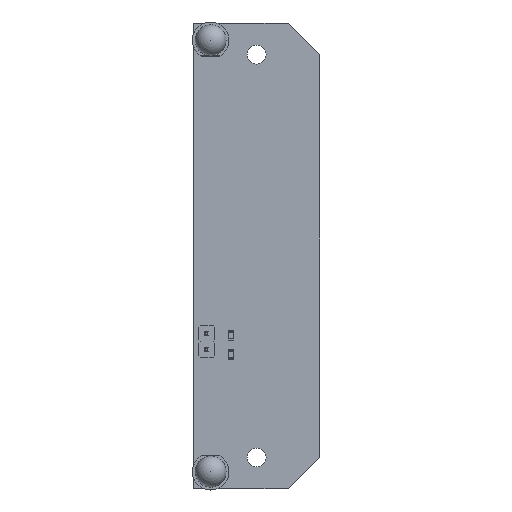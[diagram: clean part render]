
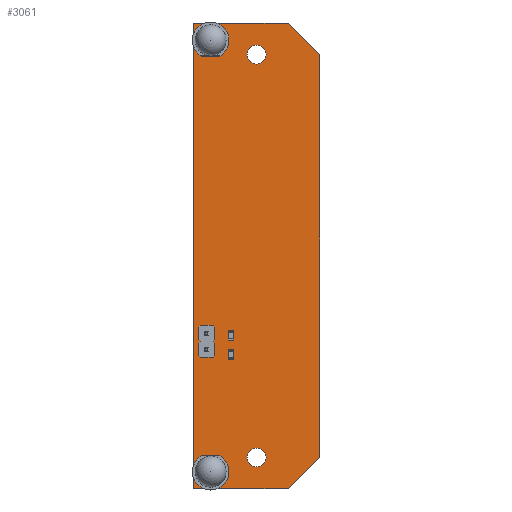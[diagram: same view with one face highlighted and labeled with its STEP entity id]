
A CAD part, top view. The second image highlights one B-rep face of the part: STEP entity #3061.
In plain terms, the highlighted planar face has unit normal (0, 0, 1).
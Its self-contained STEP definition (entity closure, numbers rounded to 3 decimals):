
#2845 = VERTEX_POINT('',#2846);
#2846 = CARTESIAN_POINT('',(47.5,69.,1.6));
#2852 = EDGE_CURVE('',#2845,#2853,#2855,.T.);
#2853 = VERTEX_POINT('',#2854);
#2854 = CARTESIAN_POINT('',(47.5,5.,1.6));
#2855 = LINE('',#2856,#2857);
#2856 = CARTESIAN_POINT('',(47.5,69.,1.6));
#2857 = VECTOR('',#2858,1.);
#2858 = DIRECTION('',(0.,-1.,0.));
#2885 = VERTEX_POINT('',#2886);
#2886 = CARTESIAN_POINT('',(42.5,74.,1.6));
#2892 = EDGE_CURVE('',#2885,#2845,#2893,.T.);
#2893 = LINE('',#2894,#2895);
#2894 = CARTESIAN_POINT('',(42.5,74.,1.6));
#2895 = VECTOR('',#2896,1.);
#2896 = DIRECTION('',(0.707,-0.707,0.));
#2914 = EDGE_CURVE('',#2853,#2915,#2917,.T.);
#2915 = VERTEX_POINT('',#2916);
#2916 = CARTESIAN_POINT('',(42.5,0.,1.6));
#2917 = LINE('',#2918,#2919);
#2918 = CARTESIAN_POINT('',(47.5,5.,1.6));
#2919 = VECTOR('',#2920,1.);
#2920 = DIRECTION('',(-0.707,-0.707,0.));
#3061 = ADVANCED_FACE('',(#3062,#3089,#3100,#3111,#3122,#3133,#3144,
    #3155,#3166),#3177,.T.);
#3062 = FACE_BOUND('',#3063,.T.);
#3063 = EDGE_LOOP('',(#3064,#3065,#3066,#3074,#3082,#3088));
#3064 = ORIENTED_EDGE('',*,*,#2852,.F.);
#3065 = ORIENTED_EDGE('',*,*,#2892,.F.);
#3066 = ORIENTED_EDGE('',*,*,#3067,.F.);
#3067 = EDGE_CURVE('',#3068,#2885,#3070,.T.);
#3068 = VERTEX_POINT('',#3069);
#3069 = CARTESIAN_POINT('',(27.5,74.,1.6));
#3070 = LINE('',#3071,#3072);
#3071 = CARTESIAN_POINT('',(27.5,74.,1.6));
#3072 = VECTOR('',#3073,1.);
#3073 = DIRECTION('',(1.,0.,0.));
#3074 = ORIENTED_EDGE('',*,*,#3075,.F.);
#3075 = EDGE_CURVE('',#3076,#3068,#3078,.T.);
#3076 = VERTEX_POINT('',#3077);
#3077 = CARTESIAN_POINT('',(27.5,0.,1.6));
#3078 = LINE('',#3079,#3080);
#3079 = CARTESIAN_POINT('',(27.5,0.,1.6));
#3080 = VECTOR('',#3081,1.);
#3081 = DIRECTION('',(0.,1.,0.));
#3082 = ORIENTED_EDGE('',*,*,#3083,.F.);
#3083 = EDGE_CURVE('',#2915,#3076,#3084,.T.);
#3084 = LINE('',#3085,#3086);
#3085 = CARTESIAN_POINT('',(42.5,0.,1.6));
#3086 = VECTOR('',#3087,1.);
#3087 = DIRECTION('',(-1.,0.,0.));
#3088 = ORIENTED_EDGE('',*,*,#2914,.F.);
#3089 = FACE_BOUND('',#3090,.T.);
#3090 = EDGE_LOOP('',(#3091));
#3091 = ORIENTED_EDGE('',*,*,#3092,.T.);
#3092 = EDGE_CURVE('',#3093,#3093,#3095,.T.);
#3093 = VERTEX_POINT('',#3094);
#3094 = CARTESIAN_POINT('',(30.2,1.01,1.6));
#3095 = CIRCLE('',#3096,0.45);
#3096 = AXIS2_PLACEMENT_3D('',#3097,#3098,#3099);
#3097 = CARTESIAN_POINT('',(30.2,1.46,1.6));
#3098 = DIRECTION('',(-0.,0.,-1.));
#3099 = DIRECTION('',(-0.,-1.,0.));
#3100 = FACE_BOUND('',#3101,.T.);
#3101 = EDGE_LOOP('',(#3102));
#3102 = ORIENTED_EDGE('',*,*,#3103,.T.);
#3103 = EDGE_CURVE('',#3104,#3104,#3106,.T.);
#3104 = VERTEX_POINT('',#3105);
#3105 = CARTESIAN_POINT('',(30.2,3.55,1.6));
#3106 = CIRCLE('',#3107,0.45);
#3107 = AXIS2_PLACEMENT_3D('',#3108,#3109,#3110);
#3108 = CARTESIAN_POINT('',(30.2,4.,1.6));
#3109 = DIRECTION('',(-0.,0.,-1.));
#3110 = DIRECTION('',(-0.,-1.,0.));
#3111 = FACE_BOUND('',#3112,.T.);
#3112 = EDGE_LOOP('',(#3113));
#3113 = ORIENTED_EDGE('',*,*,#3114,.T.);
#3114 = EDGE_CURVE('',#3115,#3115,#3117,.T.);
#3115 = VERTEX_POINT('',#3116);
#3116 = CARTESIAN_POINT('',(29.6,21.66,1.6));
#3117 = CIRCLE('',#3118,0.5);
#3118 = AXIS2_PLACEMENT_3D('',#3119,#3120,#3121);
#3119 = CARTESIAN_POINT('',(29.6,22.16,1.6));
#3120 = DIRECTION('',(-0.,0.,-1.));
#3121 = DIRECTION('',(-0.,-1.,0.));
#3122 = FACE_BOUND('',#3123,.T.);
#3123 = EDGE_LOOP('',(#3124));
#3124 = ORIENTED_EDGE('',*,*,#3125,.T.);
#3125 = EDGE_CURVE('',#3126,#3126,#3128,.T.);
#3126 = VERTEX_POINT('',#3127);
#3127 = CARTESIAN_POINT('',(29.6,24.2,1.6));
#3128 = CIRCLE('',#3129,0.5);
#3129 = AXIS2_PLACEMENT_3D('',#3130,#3131,#3132);
#3130 = CARTESIAN_POINT('',(29.6,24.7,1.6));
#3131 = DIRECTION('',(-0.,0.,-1.));
#3132 = DIRECTION('',(-0.,-1.,0.));
#3133 = FACE_BOUND('',#3134,.T.);
#3134 = EDGE_LOOP('',(#3135));
#3135 = ORIENTED_EDGE('',*,*,#3136,.F.);
#3136 = EDGE_CURVE('',#3137,#3137,#3139,.T.);
#3137 = VERTEX_POINT('',#3138);
#3138 = CARTESIAN_POINT('',(39.,5.,1.6));
#3139 = CIRCLE('',#3140,1.5);
#3140 = AXIS2_PLACEMENT_3D('',#3141,#3142,#3143);
#3141 = CARTESIAN_POINT('',(37.5,5.,1.6));
#3142 = DIRECTION('',(0.,0.,1.));
#3143 = DIRECTION('',(1.,0.,-0.));
#3144 = FACE_BOUND('',#3145,.T.);
#3145 = EDGE_LOOP('',(#3146));
#3146 = ORIENTED_EDGE('',*,*,#3147,.T.);
#3147 = EDGE_CURVE('',#3148,#3148,#3150,.T.);
#3148 = VERTEX_POINT('',#3149);
#3149 = CARTESIAN_POINT('',(30.2,69.55,1.6));
#3150 = CIRCLE('',#3151,0.45);
#3151 = AXIS2_PLACEMENT_3D('',#3152,#3153,#3154);
#3152 = CARTESIAN_POINT('',(30.2,70.,1.6));
#3153 = DIRECTION('',(-0.,0.,-1.));
#3154 = DIRECTION('',(-0.,-1.,0.));
#3155 = FACE_BOUND('',#3156,.T.);
#3156 = EDGE_LOOP('',(#3157));
#3157 = ORIENTED_EDGE('',*,*,#3158,.T.);
#3158 = EDGE_CURVE('',#3159,#3159,#3161,.T.);
#3159 = VERTEX_POINT('',#3160);
#3160 = CARTESIAN_POINT('',(30.2,72.09,1.6));
#3161 = CIRCLE('',#3162,0.45);
#3162 = AXIS2_PLACEMENT_3D('',#3163,#3164,#3165);
#3163 = CARTESIAN_POINT('',(30.2,72.54,1.6));
#3164 = DIRECTION('',(-0.,0.,-1.));
#3165 = DIRECTION('',(-0.,-1.,0.));
#3166 = FACE_BOUND('',#3167,.T.);
#3167 = EDGE_LOOP('',(#3168));
#3168 = ORIENTED_EDGE('',*,*,#3169,.F.);
#3169 = EDGE_CURVE('',#3170,#3170,#3172,.T.);
#3170 = VERTEX_POINT('',#3171);
#3171 = CARTESIAN_POINT('',(39.,69.,1.6));
#3172 = CIRCLE('',#3173,1.5);
#3173 = AXIS2_PLACEMENT_3D('',#3174,#3175,#3176);
#3174 = CARTESIAN_POINT('',(37.5,69.,1.6));
#3175 = DIRECTION('',(0.,0.,1.));
#3176 = DIRECTION('',(1.,0.,-0.));
#3177 = PLANE('',#3178);
#3178 = AXIS2_PLACEMENT_3D('',#3179,#3180,#3181);
#3179 = CARTESIAN_POINT('',(0.,0.,1.6));
#3180 = DIRECTION('',(0.,0.,1.));
#3181 = DIRECTION('',(1.,0.,-0.));
